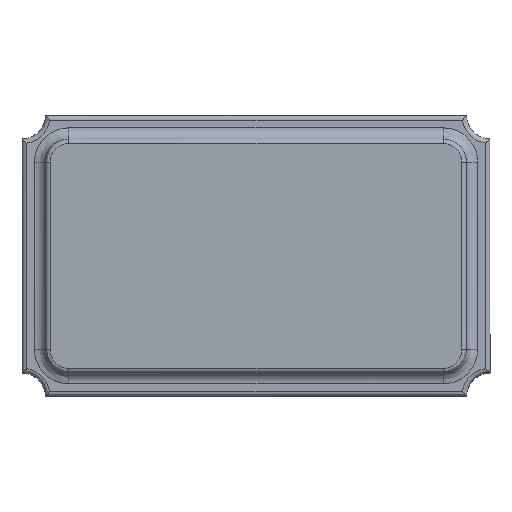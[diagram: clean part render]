
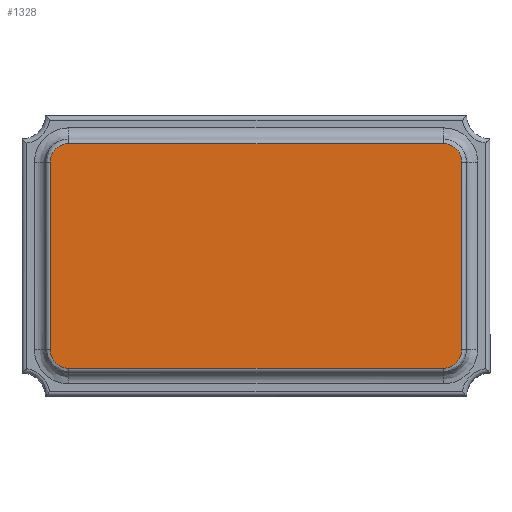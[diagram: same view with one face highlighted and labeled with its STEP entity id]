
A CAD part, top view. The second image highlights one B-rep face of the part: STEP entity #1328.
In plain terms, the highlighted planar face has unit normal (0, 0, 1).
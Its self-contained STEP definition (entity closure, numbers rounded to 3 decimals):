
#23 = DIRECTION ( 'NONE',  ( 0., 1., 0. ) ) ;
#43 = CARTESIAN_POINT ( 'NONE',  ( 0.845, 0.48, 0.6 ) ) ;
#88 = VERTEX_POINT ( 'NONE', #897 ) ;
#90 = DIRECTION ( 'NONE',  ( 0., 0., 1. ) ) ;
#123 = EDGE_CURVE ( 'NONE', #2547, #1012, #1911, .T. ) ;
#183 = CARTESIAN_POINT ( 'NONE',  ( -0.845, -0.48, 0.6 ) ) ;
#221 = LINE ( 'NONE', #1808, #2287 ) ;
#292 = ORIENTED_EDGE ( 'NONE', *, *, #1721, .T. ) ;
#294 = DIRECTION ( 'NONE',  ( 1., 0., 0. ) ) ;
#351 = ORIENTED_EDGE ( 'NONE', *, *, #123, .T. ) ;
#390 = CARTESIAN_POINT ( 'NONE',  ( -0.8, 0.48, 0.6 ) ) ;
#392 = CARTESIAN_POINT ( 'NONE',  ( -0.88, -0.444, 0.6 ) ) ;
#394 = VERTEX_POINT ( 'NONE', #1717 ) ;
#433 = EDGE_CURVE ( 'NONE', #394, #1765, #737, .T. ) ;
#444 = VECTOR ( 'NONE', #23, 1000. ) ;
#501 = ORIENTED_EDGE ( 'NONE', *, *, #1452, .T. ) ;
#522 = VECTOR ( 'NONE', #294, 1000. ) ;
#678 = PLANE ( 'NONE',  #2326 ) ;
#685 = CARTESIAN_POINT ( 'NONE',  ( 0.88, -0.4, 0.6 ) ) ;
#737 = B_SPLINE_CURVE_WITH_KNOTS ( 'NONE', 3,
 ( #2543, #1984, #751, #2145 ),
 .UNSPECIFIED., .F., .F.,
 ( 4, 4 ),
 ( 0., 1. ),
 .UNSPECIFIED. ) ;
#751 = CARTESIAN_POINT ( 'NONE',  ( 0.88, -0.445, 0.6 ) ) ;
#773 = ORIENTED_EDGE ( 'NONE', *, *, #1828, .T. ) ;
#790 = B_SPLINE_CURVE_WITH_KNOTS ( 'NONE', 3,
 ( #1922, #2043, #43, #1261 ),
 .UNSPECIFIED., .F., .F.,
 ( 4, 4 ),
 ( 0., 1. ),
 .UNSPECIFIED. ) ;
#791 = CARTESIAN_POINT ( 'NONE',  ( -0.844, 0.48, 0.6 ) ) ;
#813 = VERTEX_POINT ( 'NONE', #1050 ) ;
#863 = CARTESIAN_POINT ( 'NONE',  ( 0.88, 0.4, 0.6 ) ) ;
#895 = DIRECTION ( 'NONE',  ( 1., 0., 0. ) ) ;
#897 = CARTESIAN_POINT ( 'NONE',  ( -0.88, 0.4, 0.6 ) ) ;
#905 = EDGE_CURVE ( 'NONE', #1765, #2389, #1207, .T. ) ;
#1012 = VERTEX_POINT ( 'NONE', #1329 ) ;
#1050 = CARTESIAN_POINT ( 'NONE',  ( 0.8, 0.48, 0.6 ) ) ;
#1054 = EDGE_CURVE ( 'NONE', #2389, #813, #790, .T. ) ;
#1207 = LINE ( 'NONE', #2009, #444 ) ;
#1261 = CARTESIAN_POINT ( 'NONE',  ( 0.8, 0.48, 0.6 ) ) ;
#1280 = EDGE_LOOP ( 'NONE', ( #2084, #2117, #1313, #501, #292, #351, #773, #2551 ) ) ;
#1313 = ORIENTED_EDGE ( 'NONE', *, *, #2215, .T. ) ;
#1328 = ADVANCED_FACE ( 'NONE', ( #1508 ), #678, .T. ) ;
#1329 = CARTESIAN_POINT ( 'NONE',  ( -0.8, -0.48, 0.6 ) ) ;
#1360 = VECTOR ( 'NONE', #2234, 1000. ) ;
#1371 = CARTESIAN_POINT ( 'NONE',  ( -0.88, 0.445, 0.6 ) ) ;
#1452 = EDGE_CURVE ( 'NONE', #1465, #88, #1555, .T. ) ;
#1465 = VERTEX_POINT ( 'NONE', #390 ) ;
#1474 = LINE ( 'NONE', #1878, #522 ) ;
#1508 = FACE_OUTER_BOUND ( 'NONE', #1280, .T. ) ;
#1552 = CARTESIAN_POINT ( 'NONE',  ( -0.8, -0.48, 0.6 ) ) ;
#1555 = B_SPLINE_CURVE_WITH_KNOTS ( 'NONE', 3,
 ( #2580, #791, #1371, #2146 ),
 .UNSPECIFIED., .F., .F.,
 ( 4, 4 ),
 ( 0., 1. ),
 .UNSPECIFIED. ) ;
#1620 = DIRECTION ( 'NONE',  ( -1., 0., 0. ) ) ;
#1717 = CARTESIAN_POINT ( 'NONE',  ( 0.8, -0.48, 0.6 ) ) ;
#1721 = EDGE_CURVE ( 'NONE', #88, #2547, #2391, .T. ) ;
#1765 = VERTEX_POINT ( 'NONE', #685 ) ;
#1808 = CARTESIAN_POINT ( 'NONE',  ( 0., 0.48, 0.6 ) ) ;
#1828 = EDGE_CURVE ( 'NONE', #1012, #394, #1474, .T. ) ;
#1872 = CARTESIAN_POINT ( 'NONE',  ( 0., 0., 0.6 ) ) ;
#1878 = CARTESIAN_POINT ( 'NONE',  ( 0., -0.48, 0.6 ) ) ;
#1911 = B_SPLINE_CURVE_WITH_KNOTS ( 'NONE', 3,
 ( #2004, #392, #183, #1552 ),
 .UNSPECIFIED., .F., .F.,
 ( 4, 4 ),
 ( 0., 1. ),
 .UNSPECIFIED. ) ;
#1922 = CARTESIAN_POINT ( 'NONE',  ( 0.88, 0.4, 0.6 ) ) ;
#1967 = CARTESIAN_POINT ( 'NONE',  ( -0.88, -0.4, 0.6 ) ) ;
#1984 = CARTESIAN_POINT ( 'NONE',  ( 0.844, -0.48, 0.6 ) ) ;
#2004 = CARTESIAN_POINT ( 'NONE',  ( -0.88, -0.4, 0.6 ) ) ;
#2009 = CARTESIAN_POINT ( 'NONE',  ( 0.88, 0., 0.6 ) ) ;
#2043 = CARTESIAN_POINT ( 'NONE',  ( 0.88, 0.444, 0.6 ) ) ;
#2084 = ORIENTED_EDGE ( 'NONE', *, *, #905, .T. ) ;
#2117 = ORIENTED_EDGE ( 'NONE', *, *, #1054, .T. ) ;
#2145 = CARTESIAN_POINT ( 'NONE',  ( 0.88, -0.4, 0.6 ) ) ;
#2146 = CARTESIAN_POINT ( 'NONE',  ( -0.88, 0.4, 0.6 ) ) ;
#2215 = EDGE_CURVE ( 'NONE', #813, #1465, #221, .T. ) ;
#2220 = CARTESIAN_POINT ( 'NONE',  ( -0.88, 0., 0.6 ) ) ;
#2234 = DIRECTION ( 'NONE',  ( 0., -1., 0. ) ) ;
#2287 = VECTOR ( 'NONE', #1620, 1000. ) ;
#2326 = AXIS2_PLACEMENT_3D ( 'NONE', #1872, #90, #895 ) ;
#2389 = VERTEX_POINT ( 'NONE', #863 ) ;
#2391 = LINE ( 'NONE', #2220, #1360 ) ;
#2543 = CARTESIAN_POINT ( 'NONE',  ( 0.8, -0.48, 0.6 ) ) ;
#2547 = VERTEX_POINT ( 'NONE', #1967 ) ;
#2551 = ORIENTED_EDGE ( 'NONE', *, *, #433, .T. ) ;
#2580 = CARTESIAN_POINT ( 'NONE',  ( -0.8, 0.48, 0.6 ) ) ;
